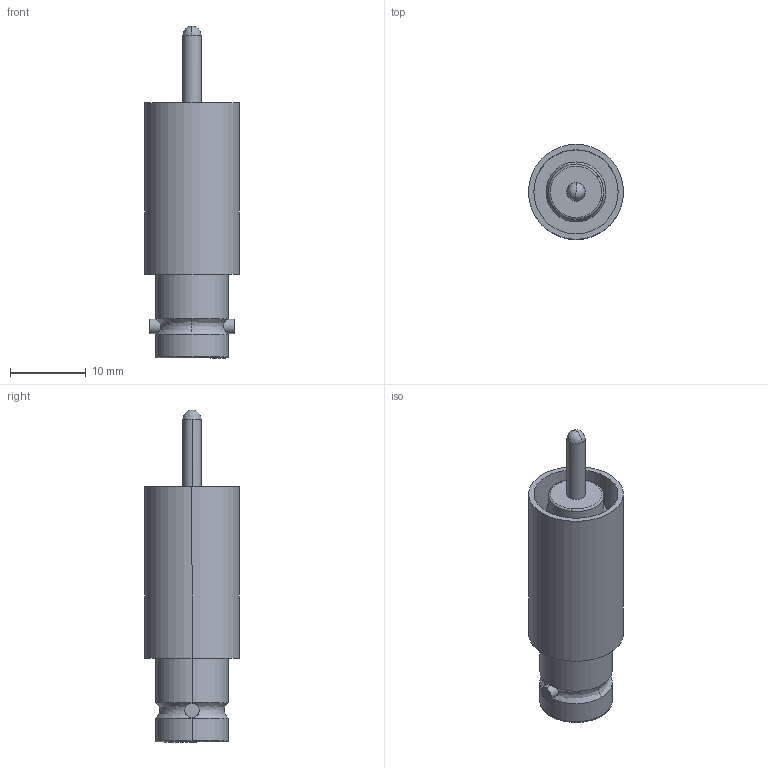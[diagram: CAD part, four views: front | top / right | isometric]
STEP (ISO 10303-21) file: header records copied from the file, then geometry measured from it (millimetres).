
FILE_DESCRIPTION (( 'STEP AP214' ), '1' );
FILE_NAME ('241-BNC.STEP', '2014-02-21T14:33:52', ( 'allectra' ), ( 'Microsoft' ), 'SwSTEP 2.0', 'SolidWorks 2013', '' );
FILE_SCHEMA (( 'AUTOMOTIVE_DESIGN' ));
Length unit declared in the file: inch
Products named in the file (1): 241-BNC
Bounding box: 12.57 x 12.57 x 43.94 mm (x, y, z)
Volume: 1519 mm3; surface area: 2930.3 mm2
Topology: 3 solids, 3 shells, 52 faces, 121 edges, 78 vertices
Faces by surface type: cylinder 22, plane 18, bspline 10, cone 2
Entity records: 1926 total; most frequent: CARTESIAN_POINT 684, DIRECTION 262, ORIENTED_EDGE 234, EDGE_CURVE 117, AXIS2_PLACEMENT_3D 112, VERTEX_POINT 78, CIRCLE 69, EDGE_LOOP 59
